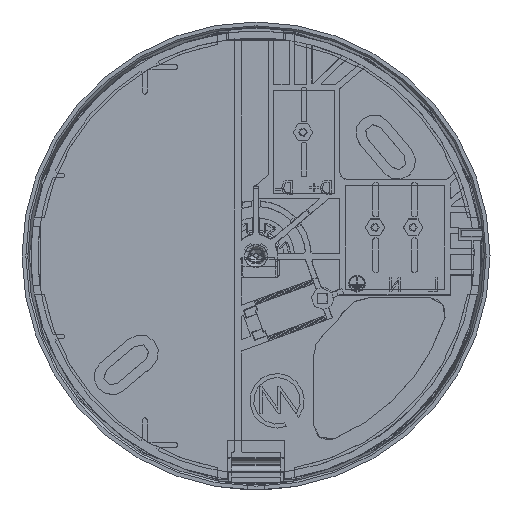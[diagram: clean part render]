
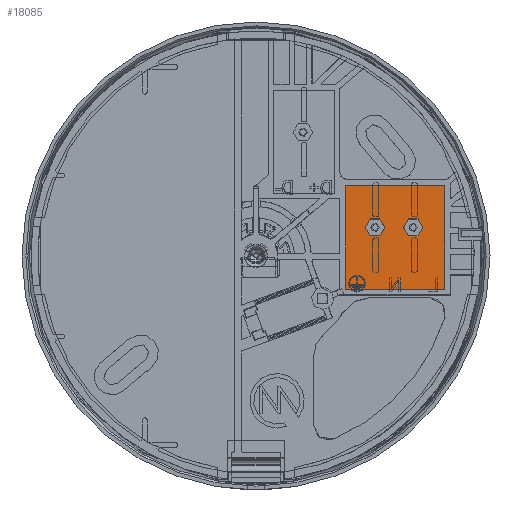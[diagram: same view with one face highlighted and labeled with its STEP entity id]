
A CAD part, top view. The second image highlights one B-rep face of the part: STEP entity #18085.
In plain terms, the highlighted planar face has unit normal (0, 0, 1).
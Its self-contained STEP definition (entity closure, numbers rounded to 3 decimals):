
#925=FACE_BOUND('',#3305,.T.);
#926=FACE_BOUND('',#3306,.T.);
#1317=CIRCLE('',#19390,2.567);
#1319=CIRCLE('',#19393,2.567);
#2342=FACE_OUTER_BOUND('',#3304,.T.);
#3304=EDGE_LOOP('',(#15544,#15545,#15546,#15547));
#3305=EDGE_LOOP('',(#15548));
#3306=EDGE_LOOP('',(#15549));
#4197=LINE('',#35716,#5706);
#4856=LINE('',#37425,#6365);
#4858=LINE('',#37428,#6367);
#4859=LINE('',#37430,#6368);
#5706=VECTOR('',#22048,10.);
#6365=VECTOR('',#23429,10.);
#6367=VECTOR('',#23433,10.);
#6368=VECTOR('',#23436,10.);
#7614=VERTEX_POINT('',#35714);
#7615=VERTEX_POINT('',#35715);
#8045=VERTEX_POINT('',#37412);
#8047=VERTEX_POINT('',#37418);
#8048=VERTEX_POINT('',#37422);
#8049=VERTEX_POINT('',#37424);
#9848=EDGE_CURVE('',#7614,#7615,#4197,.T.);
#10574=EDGE_CURVE('',#8045,#8045,#1317,.T.);
#10577=EDGE_CURVE('',#8047,#8047,#1319,.T.);
#10579=EDGE_CURVE('',#8048,#8049,#4856,.T.);
#10581=EDGE_CURVE('',#7615,#8048,#4858,.T.);
#10582=EDGE_CURVE('',#8049,#7614,#4859,.T.);
#15544=ORIENTED_EDGE('',*,*,#10582,.F.);
#15545=ORIENTED_EDGE('',*,*,#10579,.F.);
#15546=ORIENTED_EDGE('',*,*,#10581,.F.);
#15547=ORIENTED_EDGE('',*,*,#9848,.F.);
#15548=ORIENTED_EDGE('',*,*,#10577,.F.);
#15549=ORIENTED_EDGE('',*,*,#10574,.F.);
#16291=PLANE('',#19397);
#18085=ADVANCED_FACE('',(#2342,#925,#926),#16291,.T.);
#19390=AXIS2_PLACEMENT_3D('',#37414,#23417,#23418);
#19393=AXIS2_PLACEMENT_3D('',#37420,#23424,#23425);
#19397=AXIS2_PLACEMENT_3D('',#37431,#23437,#23438);
#22048=DIRECTION('',(-1.,0.,0.));
#23417=DIRECTION('center_axis',(0.,0.,1.));
#23418=DIRECTION('ref_axis',(-1.,0.,0.));
#23424=DIRECTION('center_axis',(0.,0.,1.));
#23425=DIRECTION('ref_axis',(-1.,0.,0.));
#23429=DIRECTION('',(1.,0.,0.));
#23433=DIRECTION('',(0.,1.,0.));
#23436=DIRECTION('',(0.,-1.,0.));
#23437=DIRECTION('center_axis',(0.,0.,1.));
#23438=DIRECTION('ref_axis',(1.,0.,0.));
#35714=CARTESIAN_POINT('',(49.483,-8.733,1834.017));
#35715=CARTESIAN_POINT('',(23.517,-8.733,1834.017));
#35716=CARTESIAN_POINT('',(43.,-8.733,1834.017));
#37412=CARTESIAN_POINT('',(33.817,7.5,1834.017));
#37414=CARTESIAN_POINT('Origin',(31.25,7.5,1834.017));
#37418=CARTESIAN_POINT('',(43.817,7.5,1834.017));
#37420=CARTESIAN_POINT('Origin',(41.25,7.5,1834.017));
#37422=CARTESIAN_POINT('',(23.517,18.483,1834.017));
#37424=CARTESIAN_POINT('',(49.483,18.483,1834.017));
#37425=CARTESIAN_POINT('',(30.,18.483,1834.017));
#37428=CARTESIAN_POINT('',(23.517,2.,1834.017));
#37430=CARTESIAN_POINT('',(49.483,13.,1834.017));
#37431=CARTESIAN_POINT('Origin',(36.5,7.5,1834.017));
